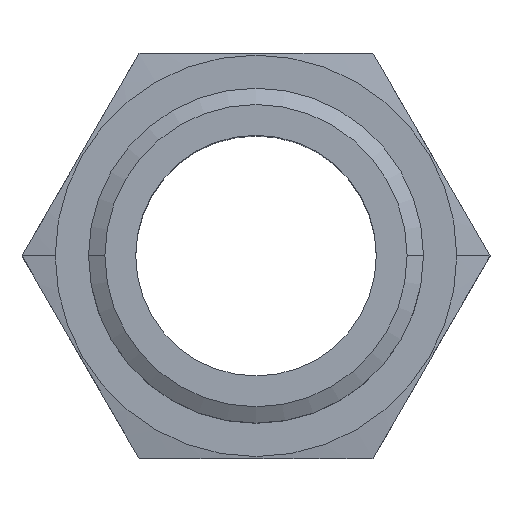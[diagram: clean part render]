
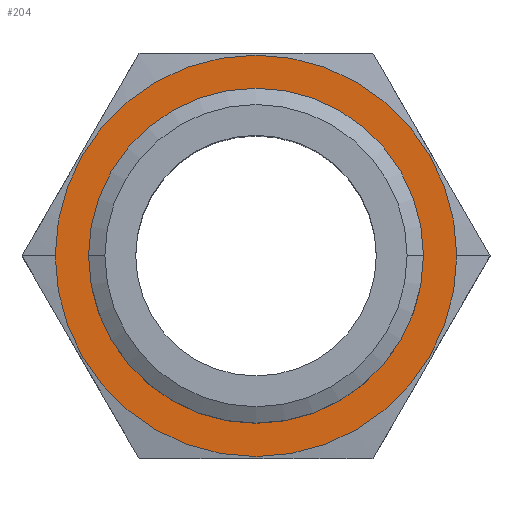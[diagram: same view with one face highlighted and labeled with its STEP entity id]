
A CAD part, top view. The second image highlights one B-rep face of the part: STEP entity #204.
In plain terms, the highlighted planar face has unit normal (0, 0, 1).
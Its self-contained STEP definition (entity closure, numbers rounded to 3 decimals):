
#34 = EDGE_LOOP ( 'NONE', ( #276, #269 ) ) ;
#152 = EDGE_CURVE ( 'NONE', #241, #228, #872, .T. ) ;
#182 = EDGE_LOOP ( 'NONE', ( #183, #198 ) ) ;
#183 = ORIENTED_EDGE ( 'NONE', *, *, #213, .F. ) ;
#198 = ORIENTED_EDGE ( 'NONE', *, *, #152, .F. ) ;
#204 = ADVANCED_FACE ( 'NONE', ( #1157, #1154 ), #1152, .F. ) ;
#213 = EDGE_CURVE ( 'NONE', #228, #241, #1233, .T. ) ;
#228 = VERTEX_POINT ( 'NONE', #1200 ) ;
#241 = VERTEX_POINT ( 'NONE', #1249 ) ;
#269 = ORIENTED_EDGE ( 'NONE', *, *, #1313, .T. ) ;
#276 = ORIENTED_EDGE ( 'NONE', *, *, #279, .T. ) ;
#279 = EDGE_CURVE ( 'NONE', #1310, #1312, #436, .T. ) ;
#430 = DIRECTION ( 'NONE',  ( 1., 0., 0. ) ) ;
#432 = DIRECTION ( 'NONE',  ( 0., 0., 1. ) ) ;
#433 = CARTESIAN_POINT ( 'NONE',  ( 0., 0., 5. ) ) ;
#435 = AXIS2_PLACEMENT_3D ( 'NONE', #433, #432, #430 ) ;
#436 = CIRCLE ( 'NONE', #435, 15.848 ) ;
#864 = DIRECTION ( 'NONE',  ( 1., 0., 0. ) ) ;
#865 = DIRECTION ( 'NONE',  ( 0., 0., 1. ) ) ;
#868 = CARTESIAN_POINT ( 'NONE',  ( 0., 0., 5. ) ) ;
#870 = AXIS2_PLACEMENT_3D ( 'NONE', #868, #865, #864 ) ;
#872 = CIRCLE ( 'NONE', #870, 13.221 ) ;
#951 = DIRECTION ( 'NONE',  ( 1., 0., 0. ) ) ;
#953 = DIRECTION ( 'NONE',  ( 0., 0., 1. ) ) ;
#955 = CARTESIAN_POINT ( 'NONE',  ( 0., 0., 5. ) ) ;
#956 = AXIS2_PLACEMENT_3D ( 'NONE', #955, #953, #951 ) ;
#958 = CIRCLE ( 'NONE', #956, 15.848 ) ;
#963 = CARTESIAN_POINT ( 'NONE',  ( 15.848, 0., 5. ) ) ;
#968 = CARTESIAN_POINT ( 'NONE',  ( -15.848, 0., 5. ) ) ;
#1140 = DIRECTION ( 'NONE',  ( -1., 0., 0. ) ) ;
#1143 = DIRECTION ( 'NONE',  ( 0., 0., -1. ) ) ;
#1145 = AXIS2_PLACEMENT_3D ( 'NONE', #1151, #1143, #1140 ) ;
#1151 = CARTESIAN_POINT ( 'NONE',  ( 0., 18.475, 5. ) ) ;
#1152 = PLANE ( 'NONE',  #1145 ) ;
#1154 = FACE_OUTER_BOUND ( 'NONE', #34, .T. ) ;
#1157 = FACE_BOUND ( 'NONE', #182, .T. ) ;
#1200 = CARTESIAN_POINT ( 'NONE',  ( 13.221, 0., 5. ) ) ;
#1229 = DIRECTION ( 'NONE',  ( 1., 0., 0. ) ) ;
#1230 = DIRECTION ( 'NONE',  ( 0., 0., 1. ) ) ;
#1231 = CARTESIAN_POINT ( 'NONE',  ( 0., 0., 5. ) ) ;
#1232 = AXIS2_PLACEMENT_3D ( 'NONE', #1231, #1230, #1229 ) ;
#1233 = CIRCLE ( 'NONE', #1232, 13.221 ) ;
#1249 = CARTESIAN_POINT ( 'NONE',  ( -13.221, 0., 5. ) ) ;
#1310 = VERTEX_POINT ( 'NONE', #968 ) ;
#1312 = VERTEX_POINT ( 'NONE', #963 ) ;
#1313 = EDGE_CURVE ( 'NONE', #1312, #1310, #958, .T. ) ;
